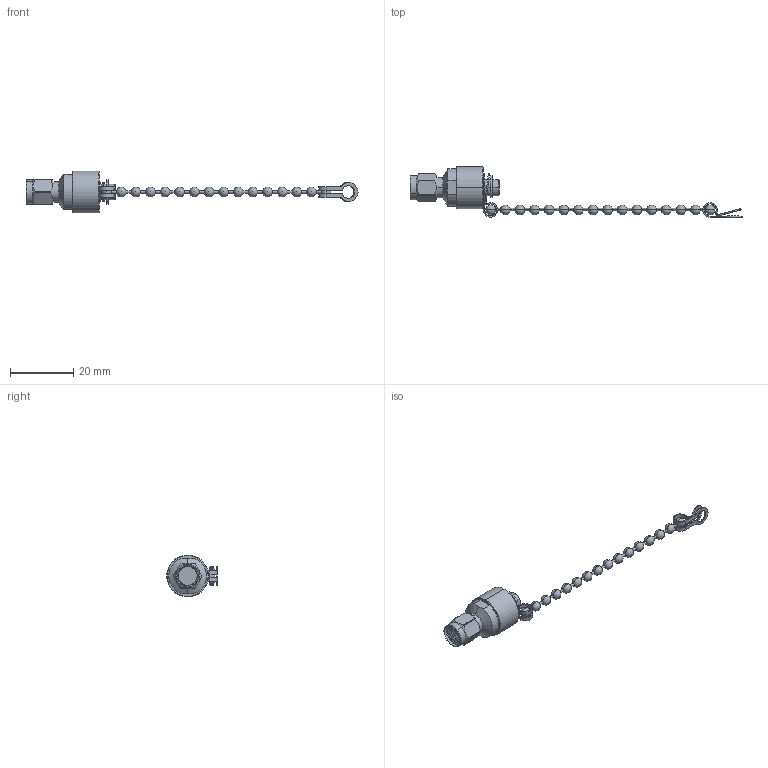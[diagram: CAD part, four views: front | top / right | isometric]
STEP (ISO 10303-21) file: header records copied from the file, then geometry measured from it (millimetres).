
FILE_DESCRIPTION (( 'STEP AP214' ), '1' );
FILE_NAME ('SC6264_3D.step', '2023-10-23T16:23:08', ( '' ), ( '' ), 'SwSTEP 2.0', 'SolidWorks 2022', '' );
FILE_SCHEMA (( 'AUTOMOTIVE_DESIGN' ));
Length unit declared in the file: inch
Products named in the file (1): SC6264_3D
Bounding box: 104.9 x 15.94 x 13.2 mm (x, y, z)
Volume: 2350.8 mm3; surface area: 2223 mm2
Topology: 5 solids, 5 shells, 238 faces, 788 edges, 530 vertices
Faces by surface type: cylinder 134, plane 48, sphere 32, cone 15, bspline 7, torus 2
Entity records: 10197 total; most frequent: CARTESIAN_POINT 3958, ORIENTED_EDGE 1386, DIRECTION 1229, EDGE_CURVE 693, AXIS2_PLACEMENT_3D 491, VERTEX_POINT 467, CIRCLE 259, EDGE_LOOP 248
